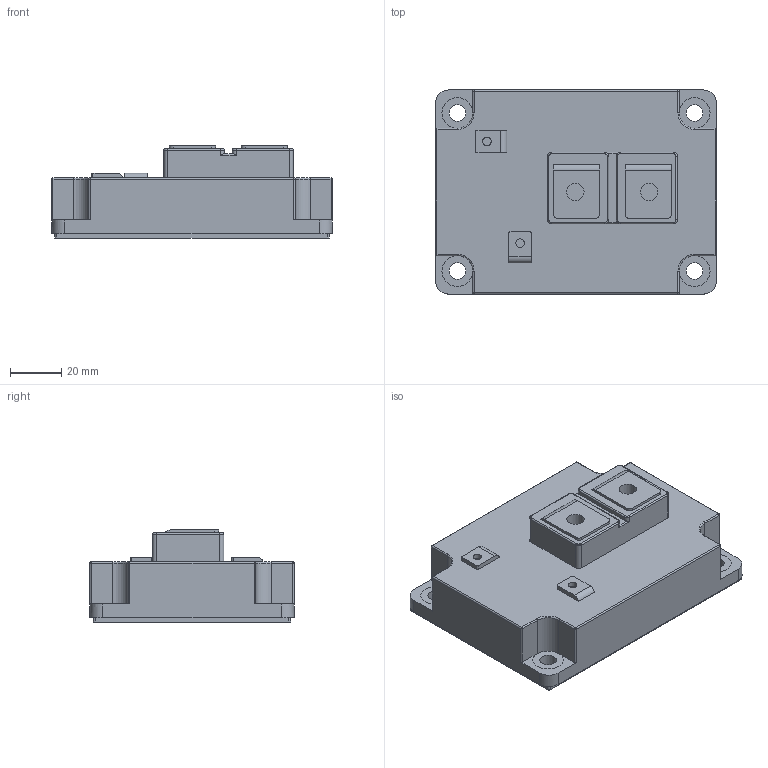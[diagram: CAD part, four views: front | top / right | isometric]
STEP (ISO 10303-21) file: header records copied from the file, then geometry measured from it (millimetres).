
FILE_DESCRIPTION(/* description */ (''),/* implementation_level */ '2;1');
FILE_NAME(/* name */ '268cc5dd-a84c-4a0b-883d-cdb021bd8747.stp',/* time_stamp */ '2020-04-05T02:49:32+00:00',/* author */ (''),/* organization */ (''),/* preprocessor_version */ 'ST-DEVELOPER v18',/* originating_system */ 'Autodesk Translation Framework v8.12.0.6',/* authorisation */ '');
FILE_SCHEMA (('AUTOMOTIVE_DESIGN { 1 0 10303 214 3 1 1 }'));
Length unit declared in the file: inch
Products named in the file (2): Mitsubishi CM600HA-24H; Component3
Assembly tree (1 placements, depth 2):
  Mitsubishi CM600HA-24H
    Component3
Bounding box: 109.98 x 80.01 x 36.07 mm (x, y, z)
Volume: 208157.6 mm3; surface area: 31311.2 mm2
Topology: 5 solids, 5 shells, 154 faces, 367 edges, 229 vertices
Faces by surface type: cylinder 74, plane 60, torus 12, sphere 8
Full cylindrical faces by diameter (mm): 3.332 x2, 6.502 x4, 6.78 x2, 12.09 x8
Entity records: 4631 total; most frequent: DIRECTION 842, CARTESIAN_POINT 781, ORIENTED_EDGE 734, EDGE_CURVE 367, AXIS2_PLACEMENT_3D 322, VERTEX_POINT 229, LINE 198, VECTOR 198
